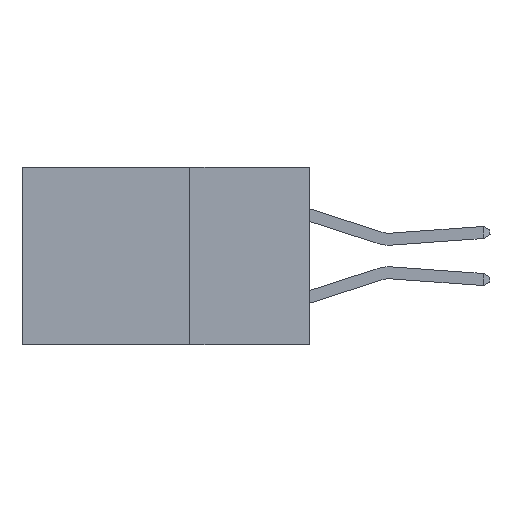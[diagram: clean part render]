
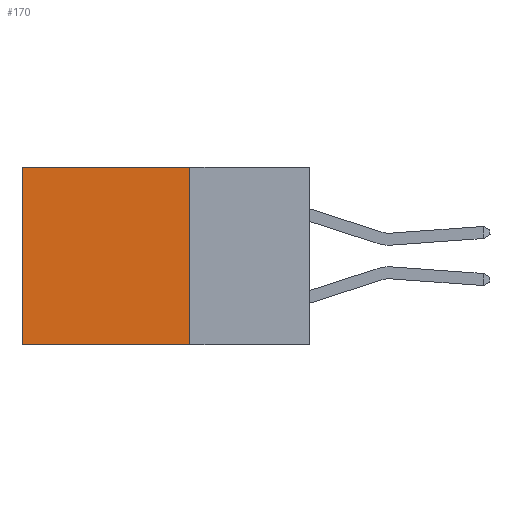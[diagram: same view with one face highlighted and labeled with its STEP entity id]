
A CAD part, left-side view. The second image highlights one B-rep face of the part: STEP entity #170.
In plain terms, the highlighted planar face has unit normal (-1, 0, 0).
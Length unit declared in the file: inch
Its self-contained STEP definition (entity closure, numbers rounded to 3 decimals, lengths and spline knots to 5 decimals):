
#170 = ADVANCED_FACE ( 'NONE', ( #18444 ), #24975, .F. ) ;
#1754 = CARTESIAN_POINT ( 'NONE',  ( 0.298, 0.6, 0. ) ) ;
#1872 = VERTEX_POINT ( 'NONE', #8274 ) ;
#2231 = EDGE_LOOP ( 'NONE', ( #5778, #2859, #27520, #16808 ) ) ;
#2859 = ORIENTED_EDGE ( 'NONE', *, *, #18473, .F. ) ;
#3499 = EDGE_CURVE ( 'NONE', #9345, #16842, #25904, .T. ) ;
#3915 = LINE ( 'NONE', #1754, #27223 ) ;
#5778 = ORIENTED_EDGE ( 'NONE', *, *, #14669, .T. ) ;
#7073 = CARTESIAN_POINT ( 'NONE',  ( 0.298, 0.25, 0. ) ) ;
#7106 = DIRECTION ( 'NONE',  ( 0., 1., 0. ) ) ;
#8274 = CARTESIAN_POINT ( 'NONE',  ( 0.298, 0.25, -0.37 ) ) ;
#8383 = VECTOR ( 'NONE', #7106, 39.37008 ) ;
#8654 = DIRECTION ( 'NONE',  ( 0., 0., -1. ) ) ;
#9345 = VERTEX_POINT ( 'NONE', #22436 ) ;
#10088 = CARTESIAN_POINT ( 'NONE',  ( 0.298, 0.25, 0. ) ) ;
#12427 = DIRECTION ( 'NONE',  ( 0., 0., -1. ) ) ;
#13923 = VECTOR ( 'NONE', #12427, 39.37008 ) ;
#14000 = CARTESIAN_POINT ( 'NONE',  ( 0.298, 0.25, -0.37 ) ) ;
#14538 = LINE ( 'NONE', #14000, #8383 ) ;
#14669 = EDGE_CURVE ( 'NONE', #16842, #18245, #3915, .T. ) ;
#16808 = ORIENTED_EDGE ( 'NONE', *, *, #3499, .T. ) ;
#16842 = VERTEX_POINT ( 'NONE', #27213 ) ;
#17926 = CARTESIAN_POINT ( 'NONE',  ( 0.298, 0.6, -0.37 ) ) ;
#18245 = VERTEX_POINT ( 'NONE', #17926 ) ;
#18444 = FACE_OUTER_BOUND ( 'NONE', #2231, .T. ) ;
#18473 = EDGE_CURVE ( 'NONE', #1872, #18245, #14538, .T. ) ;
#18667 = DIRECTION ( 'NONE',  ( 1., 0., 0. ) ) ;
#19655 = VECTOR ( 'NONE', #29888, 39.37008 ) ;
#20921 = CARTESIAN_POINT ( 'NONE',  ( 0.298, 0.25, 0. ) ) ;
#22436 = CARTESIAN_POINT ( 'NONE',  ( 0.298, 0.25, 0. ) ) ;
#24975 = PLANE ( 'NONE',  #28137 ) ;
#25904 = LINE ( 'NONE', #7073, #19655 ) ;
#27129 = LINE ( 'NONE', #10088, #13923 ) ;
#27213 = CARTESIAN_POINT ( 'NONE',  ( 0.298, 0.6, 0. ) ) ;
#27223 = VECTOR ( 'NONE', #29709, 39.37008 ) ;
#27305 = EDGE_CURVE ( 'NONE', #9345, #1872, #27129, .T. ) ;
#27520 = ORIENTED_EDGE ( 'NONE', *, *, #27305, .F. ) ;
#28137 = AXIS2_PLACEMENT_3D ( 'NONE', #20921, #18667, #8654 ) ;
#29709 = DIRECTION ( 'NONE',  ( 0., 0., -1. ) ) ;
#29888 = DIRECTION ( 'NONE',  ( 0., 1., 0. ) ) ;
